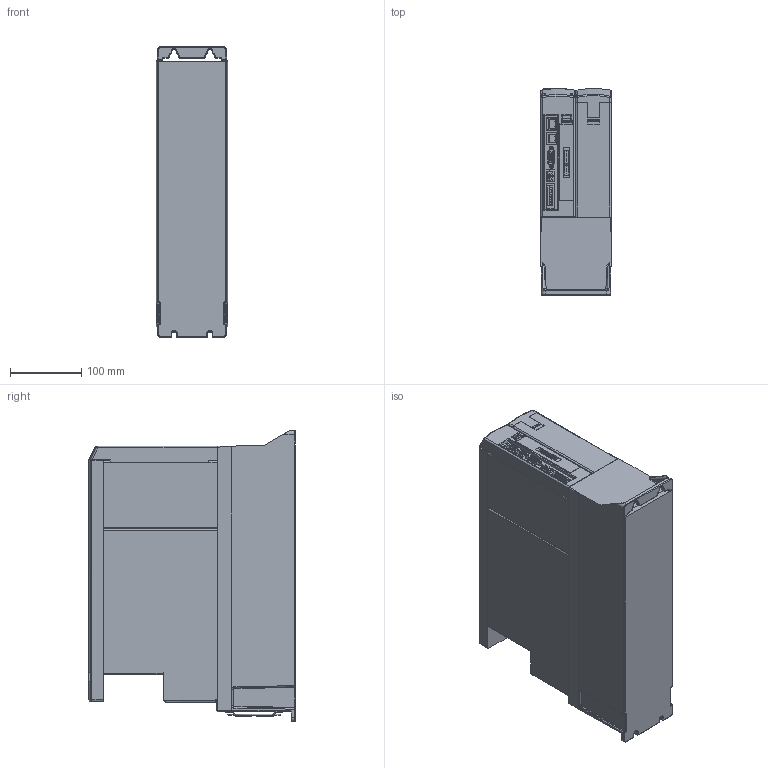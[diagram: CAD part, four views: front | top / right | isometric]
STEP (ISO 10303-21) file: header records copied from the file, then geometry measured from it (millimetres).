
FILE_DESCRIPTION (( 'STEP AP214' ), '1' );
FILE_NAME ('C0H6000-A013 COMBIVERT MIT KÜHLKÖRPER.STEP', '2014-06-18T13:34:06', ( '' ), ( '' ), 'SwSTEP 2.0', 'SolidWorks 2013', '' );
FILE_SCHEMA (( 'AUTOMOTIVE_DESIGN' ));
Length unit declared in the file: millimetre
Products named in the file (1): C0H6000-A013 COMBIVERT MIT K軫LK烼PER
Bounding box: 99.72 x 289.1 x 407.11 mm (x, y, z)
Surface area: 548138.3 mm2 (no closed solid volume)
Topology: 0 solids, 77 shells, 799 faces, 2819 edges, 1995 vertices
Faces by surface type: plane 396, cylinder 224, torus 87, bspline 55, sphere 20, cone 17
Full cylindrical faces by diameter (mm): 1 x4, 2.5 x2, 4.2 x2
Entity records: 40445 total; most frequent: CARTESIAN_POINT 8938, DIRECTION 4566, ORIENTED_EDGE 4245, EDGE_CURVE 2780, VERTEX_POINT 1987, LINE 1626, VECTOR 1626, AXIS2_PLACEMENT_3D 1470
